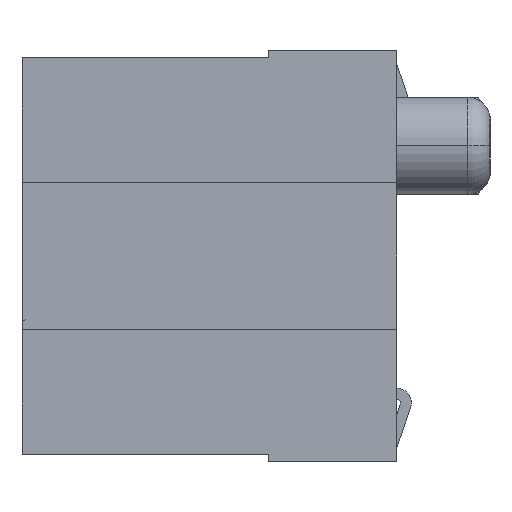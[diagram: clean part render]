
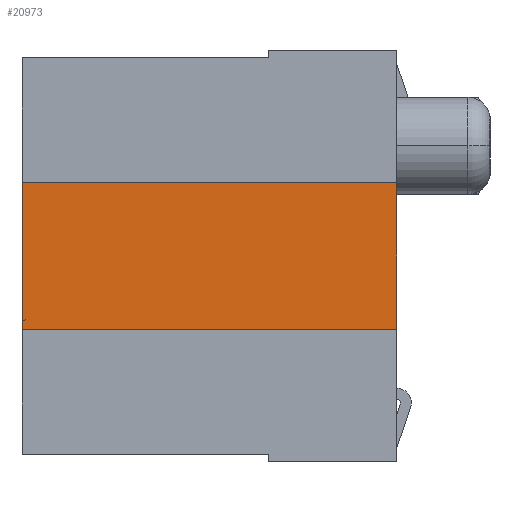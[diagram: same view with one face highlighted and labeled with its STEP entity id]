
A CAD part, left-side view. The second image highlights one B-rep face of the part: STEP entity #20973.
In plain terms, the highlighted planar face has unit normal (-1, 0, 0).
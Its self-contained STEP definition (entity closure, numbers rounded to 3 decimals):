
#77 = EDGE_CURVE ( 'NONE', #36210, #67129, #45003, .T. ) ;
#1314 = ORIENTED_EDGE ( 'NONE', *, *, #77, .T. ) ;
#4018 = CARTESIAN_POINT ( 'NONE',  ( -22.8, 9., -1. ) ) ;
#5205 = AXIS2_PLACEMENT_3D ( 'NONE', #9972, #42863, #75745 ) ;
#5598 = ORIENTED_EDGE ( 'NONE', *, *, #96165, .T. ) ;
#9972 = CARTESIAN_POINT ( 'NONE',  ( -22.8, -1., -1. ) ) ;
#11296 = CARTESIAN_POINT ( 'NONE',  ( -22.8, 9., 1. ) ) ;
#11386 = EDGE_LOOP ( 'NONE', ( #5598, #105564, #1314, #14595 ) ) ;
#12028 = VECTOR ( 'NONE', #27771, 1000. ) ;
#14595 = ORIENTED_EDGE ( 'NONE', *, *, #65527, .F. ) ;
#18077 = PLANE ( 'NONE',  #5205 ) ;
#20834 = VECTOR ( 'NONE', #41456, 1000. ) ;
#20973 = ADVANCED_FACE ( 'NONE', ( #91936 ), #18077, .F. ) ;
#23676 = VERTEX_POINT ( 'NONE', #84800 ) ;
#25803 = CARTESIAN_POINT ( 'NONE',  ( -22.8, -1., -1. ) ) ;
#25964 = VECTOR ( 'NONE', #54271, 1000. ) ;
#27771 = DIRECTION ( 'NONE',  ( 0., 0., -1. ) ) ;
#36210 = VERTEX_POINT ( 'NONE', #11296 ) ;
#41456 = DIRECTION ( 'NONE',  ( 0., 1., 0. ) ) ;
#42863 = DIRECTION ( 'NONE',  ( 1., 0., 0. ) ) ;
#42916 = EDGE_CURVE ( 'NONE', #70246, #36210, #88725, .T. ) ;
#45003 = LINE ( 'NONE', #4018, #12028 ) ;
#54271 = DIRECTION ( 'NONE',  ( 0., 1., 0. ) ) ;
#56081 = CARTESIAN_POINT ( 'NONE',  ( -22.8, 3.9, 2.8 ) ) ;
#58983 = CARTESIAN_POINT ( 'NONE',  ( -22.8, 3.9, 1. ) ) ;
#65527 = EDGE_CURVE ( 'NONE', #23676, #67129, #90511, .T. ) ;
#67129 = VERTEX_POINT ( 'NONE', #104954 ) ;
#70246 = VERTEX_POINT ( 'NONE', #58983 ) ;
#71701 = LINE ( 'NONE', #56081, #104627 ) ;
#75745 = DIRECTION ( 'NONE',  ( 0., 0., -1. ) ) ;
#84800 = CARTESIAN_POINT ( 'NONE',  ( -22.8, 3.9, -1. ) ) ;
#88725 = LINE ( 'NONE', #102796, #25964 ) ;
#90511 = LINE ( 'NONE', #25803, #20834 ) ;
#91936 = FACE_OUTER_BOUND ( 'NONE', #11386, .T. ) ;
#96165 = EDGE_CURVE ( 'NONE', #23676, #70246, #71701, .T. ) ;
#102796 = CARTESIAN_POINT ( 'NONE',  ( -22.8, -1., 1. ) ) ;
#104597 = DIRECTION ( 'NONE',  ( 0., 0., 1. ) ) ;
#104627 = VECTOR ( 'NONE', #104597, 1000. ) ;
#104954 = CARTESIAN_POINT ( 'NONE',  ( -22.8, 9., -1. ) ) ;
#105564 = ORIENTED_EDGE ( 'NONE', *, *, #42916, .T. ) ;
